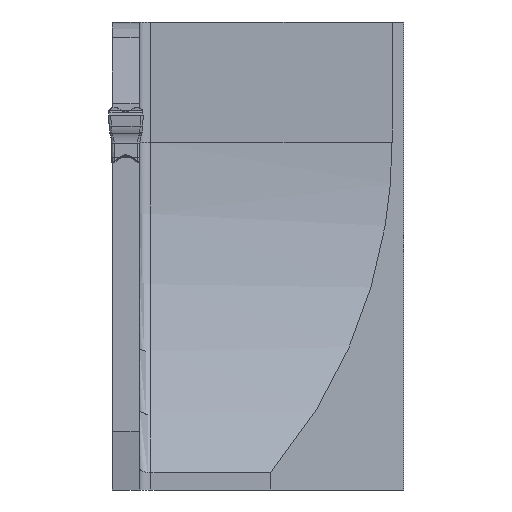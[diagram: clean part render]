
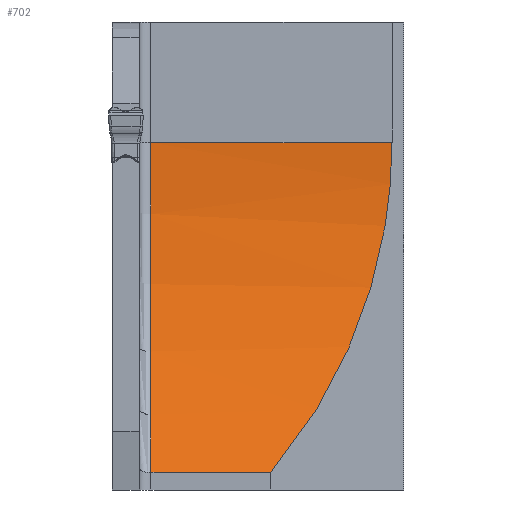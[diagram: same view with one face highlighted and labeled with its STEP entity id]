
A CAD part, front view. The second image highlights one B-rep face of the part: STEP entity #702.
In plain terms, the highlighted cylindrical face has radius 43.497 mm (diameter 86.993 mm), a partial arc.
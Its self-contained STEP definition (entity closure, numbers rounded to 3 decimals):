
#264=CYLINDRICAL_SURFACE('',#4676,43.497);
#334=ELLIPSE('',#4658,61.513,43.497);
#702=ADVANCED_FACE('',(#1050),#264,.F.);
#1050=FACE_OUTER_BOUND('',#1322,.T.);
#1322=EDGE_LOOP('',(#1834,#1835,#1836,#1837));
#1608=CIRCLE('',#4675,43.497);
#1834=ORIENTED_EDGE('',*,*,#3618,.F.);
#1835=ORIENTED_EDGE('',*,*,#3590,.T.);
#1836=ORIENTED_EDGE('',*,*,#3583,.F.);
#1837=ORIENTED_EDGE('',*,*,#3620,.T.);
#3146=VERTEX_POINT('',#5809);
#3147=VERTEX_POINT('',#5811);
#3151=VERTEX_POINT('',#5827);
#3164=VERTEX_POINT('',#5880);
#3583=EDGE_CURVE('',#3146,#3147,#4270,.T.);
#3590=EDGE_CURVE('',#3151,#3147,#334,.T.);
#3618=EDGE_CURVE('',#3151,#3164,#4300,.T.);
#3620=EDGE_CURVE('',#3146,#3164,#1608,.T.);
#4270=LINE('',#5810,#4469);
#4300=LINE('',#5879,#4499);
#4469=VECTOR('',#4990,1.);
#4499=VECTOR('',#5056,1.);
#4658=AXIS2_PLACEMENT_3D('',#5826,#5000,#5001);
#4675=AXIS2_PLACEMENT_3D('',#5883,#5060,#5061);
#4676=AXIS2_PLACEMENT_3D('',#5884,#5062,#5063);
#4990=DIRECTION('',(1.,0.,0.));
#5000=DIRECTION('',(0.707,-0.707,0.));
#5001=DIRECTION('',(0.707,0.707,0.));
#5056=DIRECTION('',(-1.,0.,0.));
#5060=DIRECTION('',(-1.,0.,0.));
#5061=DIRECTION('',(0.,1.,0.));
#5062=DIRECTION('',(1.,0.,0.));
#5063=DIRECTION('',(0.,0.,1.));
#5809=CARTESIAN_POINT('',(-21.6,-129.,22.7));
#5810=CARTESIAN_POINT('',(-26.125,-129.,22.7));
#5811=CARTESIAN_POINT('',(-1.,-129.,22.7));
#5826=CARTESIAN_POINT('',(-44.497,-172.497,22.7));
#5827=CARTESIAN_POINT('',(-11.38,-139.38,-5.5));
#5879=CARTESIAN_POINT('',(-26.125,-139.38,-5.5));
#5880=CARTESIAN_POINT('',(-21.6,-139.38,-5.5));
#5883=CARTESIAN_POINT('',(-21.6,-172.497,22.7));
#5884=CARTESIAN_POINT('',(-26.125,-172.497,22.7));
